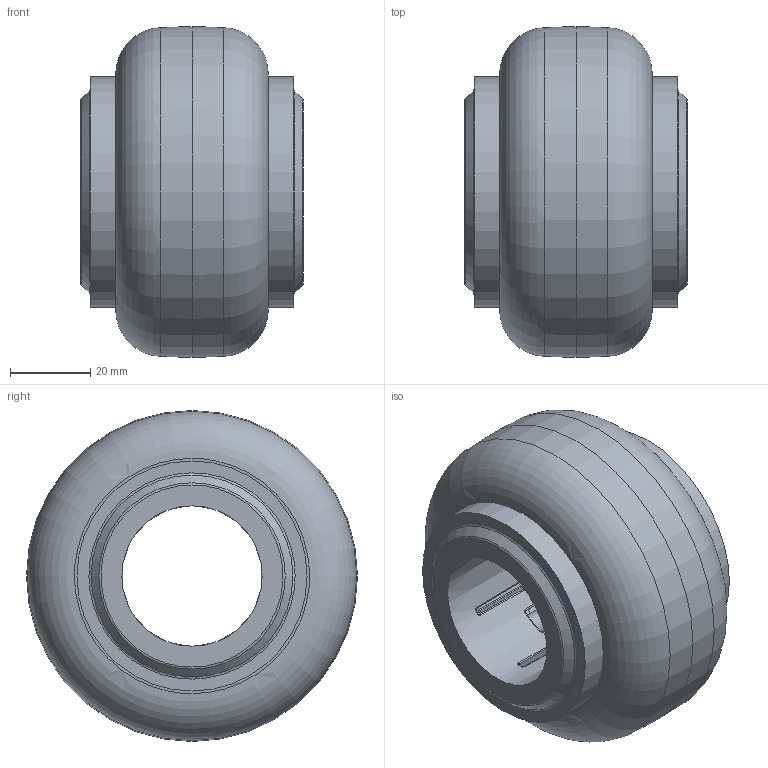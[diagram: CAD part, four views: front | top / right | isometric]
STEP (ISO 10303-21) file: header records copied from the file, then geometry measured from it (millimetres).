
FILE_DESCRIPTION(/* description */ (''),/* implementation_level */ '2;1');
FILE_NAME(/* name */ '217-4054-003 Rev1.ipt.step',/* time_stamp */ '2020-04-16T23:22:41-04:00',/* author */ ('Afnan'),/* organization */ (''),/* preprocessor_version */ 'ST-DEVELOPER v17',/* originating_system */ 'Autodesk Inventor 2019',/* authorisation */ '');
FILE_SCHEMA (('AUTOMOTIVE_DESIGN { 1 0 10303 214 3 1 1 }'));
Length unit declared in the file: inch
Products named in the file (1): 217-4054-003 Rev1
Bounding box: 55.55 x 82.55 x 82.55 mm (x, y, z)
Volume: 166739.6 mm3; surface area: 31338.7 mm2
Topology: 1 solids, 1 shells, 656 faces, 1542 edges, 858 vertices
Faces by surface type: bspline 300, torus 164, cone 68, sphere 48, plane 44, cylinder 32
Full cylindrical faces by diameter (mm): 6 x6, 57.404 x2
Entity records: 28998 total; most frequent: CARTESIAN_POINT 15801, ORIENTED_EDGE 3036, DIRECTION 2570, EDGE_CURVE 1518, AXIS2_PLACEMENT_3D 1253, CIRCLE 896, VERTEX_POINT 858, EDGE_LOOP 664
